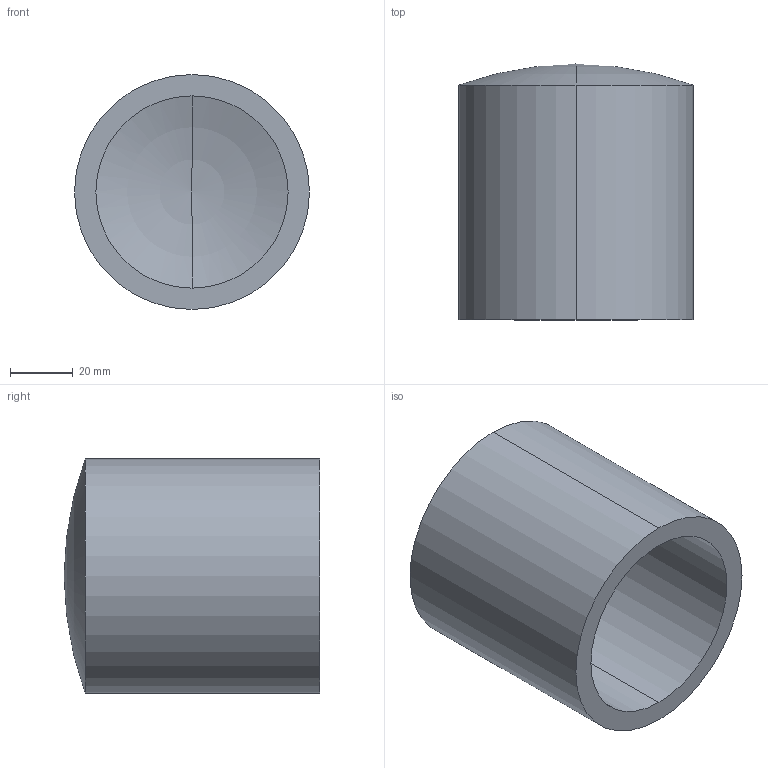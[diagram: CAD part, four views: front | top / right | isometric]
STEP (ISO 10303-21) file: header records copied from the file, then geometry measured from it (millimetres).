
FILE_DESCRIPTION (( 'STEP AP203' ), '1' );
FILE_NAME ('End Cap SDR11_001 117 0140 0075.step', '2019-12-16T11:41:08', ( '' ), ( '' ), 'SwSTEP 2.0', 'SolidWorks 2019', '' );
FILE_SCHEMA (( 'CONFIG_CONTROL_DESIGN' ));
Length unit declared in the file: millimetre
Products named in the file (1): End Cap SDR11_001 117 0140 0075
Bounding box: 75 x 81.67 x 75 mm (x, y, z)
Volume: 131304.5 mm3; surface area: 40191 mm2
Topology: 1 solids, 1 shells, 9 faces, 20 edges, 10 vertices
Faces by surface type: torus 4, cylinder 4, plane 1
Entity records: 303 total; most frequent: DIRECTION 48, CARTESIAN_POINT 36, ORIENTED_EDGE 32, AXIS2_PLACEMENT_3D 22, EDGE_CURVE 16, CIRCLE 12, EDGE_LOOP 10, VERTEX_POINT 10
